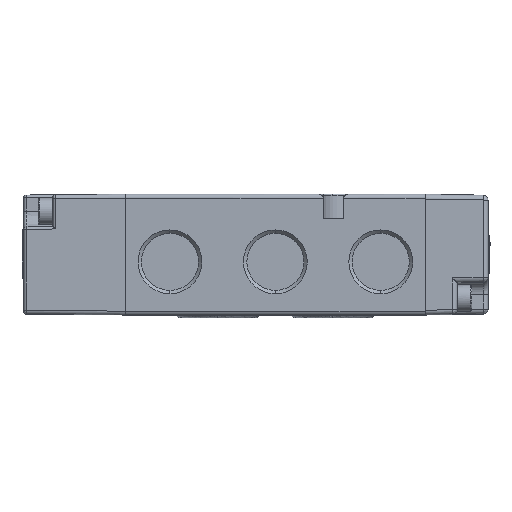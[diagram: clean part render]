
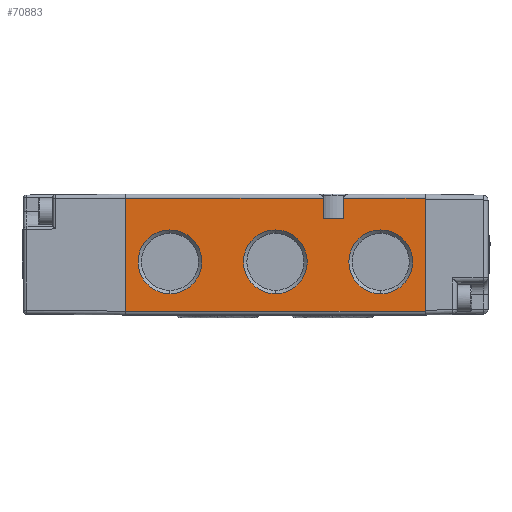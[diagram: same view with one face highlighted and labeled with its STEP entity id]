
A CAD part, front view. The second image highlights one B-rep face of the part: STEP entity #70883.
In plain terms, the highlighted planar face has unit normal (0, -1, 0).
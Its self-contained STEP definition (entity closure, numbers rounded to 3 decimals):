
#2792 = VECTOR ( 'NONE', #16410, 1000. ) ;
#3000 = DIRECTION ( 'NONE',  ( 0., -1., 0. ) ) ;
#3509 = CARTESIAN_POINT ( 'NONE',  ( -21.8, 0., 17.604 ) ) ;
#5240 = DIRECTION ( 'NONE',  ( 0., 0., -1. ) ) ;
#6628 = VERTEX_POINT ( 'NONE', #6721 ) ;
#6721 = CARTESIAN_POINT ( 'NONE',  ( -21.8, 0., 4.396 ) ) ;
#7725 = LINE ( 'NONE', #80683, #91159 ) ;
#8578 = EDGE_CURVE ( 'NONE', #82443, #82770, #15941, .T. ) ;
#9942 = CARTESIAN_POINT ( 'NONE',  ( 0., 0., 17.604 ) ) ;
#10546 = EDGE_CURVE ( 'NONE', #21288, #47409, #42335, .T. ) ;
#11401 = VECTOR ( 'NONE', #53054, 1000. ) ;
#11964 = CARTESIAN_POINT ( 'NONE',  ( -31., 0., 25. ) ) ;
#13088 = CARTESIAN_POINT ( 'NONE',  ( 14.062, 0., 24.2 ) ) ;
#13712 = CARTESIAN_POINT ( 'NONE',  ( 0., 0., 4.396 ) ) ;
#15527 = EDGE_CURVE ( 'NONE', #21288, #58177, #22194, .T. ) ;
#15746 = EDGE_CURVE ( 'NONE', #82770, #82443, #33576, .T. ) ;
#15941 = CIRCLE ( 'NONE', #83411, 6.604 ) ;
#16317 = AXIS2_PLACEMENT_3D ( 'NONE', #59097, #57864, #43117 ) ;
#16410 = DIRECTION ( 'NONE',  ( 1., 0., 0. ) ) ;
#16597 = CIRCLE ( 'NONE', #17140, 6.604 ) ;
#17140 = AXIS2_PLACEMENT_3D ( 'NONE', #57115, #70845, #27120 ) ;
#17328 = ORIENTED_EDGE ( 'NONE', *, *, #18494, .F. ) ;
#17553 = CARTESIAN_POINT ( 'NONE',  ( -31., 0., 0.8 ) ) ;
#17604 = ORIENTED_EDGE ( 'NONE', *, *, #76940, .F. ) ;
#17676 = CARTESIAN_POINT ( 'NONE',  ( -21.8, 0., 11. ) ) ;
#18211 = CARTESIAN_POINT ( 'NONE',  ( 0., 0., 11. ) ) ;
#18313 = CARTESIAN_POINT ( 'NONE',  ( -31., 0., 24.2 ) ) ;
#18494 = EDGE_CURVE ( 'NONE', #93984, #47409, #44231, .T. ) ;
#21288 = VERTEX_POINT ( 'NONE', #70764 ) ;
#21709 = EDGE_CURVE ( 'NONE', #6628, #92035, #81296, .T. ) ;
#22194 = LINE ( 'NONE', #82158, #2792 ) ;
#23499 = EDGE_CURVE ( 'NONE', #58177, #23830, #54360, .T. ) ;
#23830 = VERTEX_POINT ( 'NONE', #46127 ) ;
#24313 = CARTESIAN_POINT ( 'NONE',  ( 31., 0., 25. ) ) ;
#26554 = AXIS2_PLACEMENT_3D ( 'NONE', #18211, #47257, #76622 ) ;
#27120 = DIRECTION ( 'NONE',  ( 0., 0., -1. ) ) ;
#27833 = ORIENTED_EDGE ( 'NONE', *, *, #53737, .F. ) ;
#28178 = CARTESIAN_POINT ( 'NONE',  ( 21.8, 0., 17.604 ) ) ;
#28189 = DIRECTION ( 'NONE',  ( -1., 0., 0. ) ) ;
#28500 = ORIENTED_EDGE ( 'NONE', *, *, #50089, .F. ) ;
#29554 = ORIENTED_EDGE ( 'NONE', *, *, #21709, .F. ) ;
#29582 = CARTESIAN_POINT ( 'NONE',  ( 0., 0., 11. ) ) ;
#33174 = ORIENTED_EDGE ( 'NONE', *, *, #15746, .F. ) ;
#33549 = ORIENTED_EDGE ( 'NONE', *, *, #40737, .F. ) ;
#33576 = CIRCLE ( 'NONE', #26554, 6.604 ) ;
#33601 = EDGE_CURVE ( 'NONE', #92035, #6628, #45953, .T. ) ;
#33636 = CARTESIAN_POINT ( 'NONE',  ( 21.8, 0., 4.396 ) ) ;
#33834 = EDGE_LOOP ( 'NONE', ( #29554, #64773 ) ) ;
#34012 = CARTESIAN_POINT ( 'NONE',  ( 9.938, 0., 24.2 ) ) ;
#34859 = CARTESIAN_POINT ( 'NONE',  ( -31., 0., 20. ) ) ;
#35282 = ORIENTED_EDGE ( 'NONE', *, *, #83844, .F. ) ;
#37297 = ORIENTED_EDGE ( 'NONE', *, *, #8578, .F. ) ;
#37353 = VERTEX_POINT ( 'NONE', #33636 ) ;
#38027 = ORIENTED_EDGE ( 'NONE', *, *, #87925, .T. ) ;
#39078 = VERTEX_POINT ( 'NONE', #79637 ) ;
#39381 = DIRECTION ( 'NONE',  ( 1., 0., 0. ) ) ;
#40737 = EDGE_CURVE ( 'NONE', #39078, #56605, #7725, .T. ) ;
#41302 = DIRECTION ( 'NONE',  ( 0., 0., -1. ) ) ;
#42335 = LINE ( 'NONE', #11964, #61795 ) ;
#43117 = DIRECTION ( 'NONE',  ( 0., 0., -1. ) ) ;
#44231 = LINE ( 'NONE', #45388, #72834 ) ;
#45339 = DIRECTION ( 'NONE',  ( 0., 0., -1. ) ) ;
#45388 = CARTESIAN_POINT ( 'NONE',  ( -31., 0., 0.8 ) ) ;
#45577 = LINE ( 'NONE', #24313, #11401 ) ;
#45953 = CIRCLE ( 'NONE', #66758, 6.604 ) ;
#45981 = CARTESIAN_POINT ( 'NONE',  ( 31., 0., 24.2 ) ) ;
#46127 = CARTESIAN_POINT ( 'NONE',  ( 9.938, 0., 20. ) ) ;
#46383 = DIRECTION ( 'NONE',  ( 0., 0., -1. ) ) ;
#47257 = DIRECTION ( 'NONE',  ( 0., -1., 0. ) ) ;
#47409 = VERTEX_POINT ( 'NONE', #17553 ) ;
#47570 = LINE ( 'NONE', #34859, #92245 ) ;
#49732 = CIRCLE ( 'NONE', #16317, 6.604 ) ;
#50089 = EDGE_CURVE ( 'NONE', #58737, #37353, #16597, .T. ) ;
#50988 = AXIS2_PLACEMENT_3D ( 'NONE', #17676, #3000, #46383 ) ;
#53054 = DIRECTION ( 'NONE',  ( 0., 0., 1. ) ) ;
#53737 = EDGE_CURVE ( 'NONE', #37353, #58737, #49732, .T. ) ;
#54360 = LINE ( 'NONE', #63190, #84092 ) ;
#56300 = FACE_BOUND ( 'NONE', #64064, .T. ) ;
#56601 = ORIENTED_EDGE ( 'NONE', *, *, #15527, .F. ) ;
#56605 = VERTEX_POINT ( 'NONE', #13088 ) ;
#57115 = CARTESIAN_POINT ( 'NONE',  ( 21.8, 0., 11. ) ) ;
#57864 = DIRECTION ( 'NONE',  ( 0., -1., 0. ) ) ;
#58177 = VERTEX_POINT ( 'NONE', #34012 ) ;
#58592 = FACE_BOUND ( 'NONE', #33834, .T. ) ;
#58737 = VERTEX_POINT ( 'NONE', #28178 ) ;
#58885 = DIRECTION ( 'NONE',  ( -1., 0., 0. ) ) ;
#59097 = CARTESIAN_POINT ( 'NONE',  ( 21.8, 0., 11. ) ) ;
#61228 = AXIS2_PLACEMENT_3D ( 'NONE', #77028, #86360, #28189 ) ;
#61795 = VECTOR ( 'NONE', #5240, 1000. ) ;
#63190 = CARTESIAN_POINT ( 'NONE',  ( 9.938, 0., 25. ) ) ;
#63503 = DIRECTION ( 'NONE',  ( 0., 0., -1. ) ) ;
#63599 = EDGE_LOOP ( 'NONE', ( #33174, #37297 ) ) ;
#64064 = EDGE_LOOP ( 'NONE', ( #27833, #28500 ) ) ;
#64773 = ORIENTED_EDGE ( 'NONE', *, *, #33601, .F. ) ;
#65428 = FACE_OUTER_BOUND ( 'NONE', #82792, .T. ) ;
#66616 = DIRECTION ( 'NONE',  ( 0., 0., 1. ) ) ;
#66758 = AXIS2_PLACEMENT_3D ( 'NONE', #75341, #68348, #45339 ) ;
#67590 = VECTOR ( 'NONE', #39381, 1000. ) ;
#68100 = VERTEX_POINT ( 'NONE', #45981 ) ;
#68348 = DIRECTION ( 'NONE',  ( 0., -1., 0. ) ) ;
#70508 = CARTESIAN_POINT ( 'NONE',  ( 31., 0., 0.8 ) ) ;
#70764 = CARTESIAN_POINT ( 'NONE',  ( -31., 0., 24.2 ) ) ;
#70845 = DIRECTION ( 'NONE',  ( 0., -1., 0. ) ) ;
#70883 = ADVANCED_FACE ( 'NONE', ( #65428, #77993, #58592, #56300 ), #84104, .F. ) ;
#72834 = VECTOR ( 'NONE', #58885, 1000. ) ;
#75341 = CARTESIAN_POINT ( 'NONE',  ( -21.8, 0., 11. ) ) ;
#76622 = DIRECTION ( 'NONE',  ( 0., 0., -1. ) ) ;
#76940 = EDGE_CURVE ( 'NONE', #23830, #39078, #47570, .T. ) ;
#77028 = CARTESIAN_POINT ( 'NONE',  ( -31., 0., 25. ) ) ;
#77993 = FACE_BOUND ( 'NONE', #63599, .T. ) ;
#79637 = CARTESIAN_POINT ( 'NONE',  ( 14.062, 0., 20. ) ) ;
#80088 = ORIENTED_EDGE ( 'NONE', *, *, #23499, .F. ) ;
#80683 = CARTESIAN_POINT ( 'NONE',  ( 14.062, 0., 25. ) ) ;
#81296 = CIRCLE ( 'NONE', #50988, 6.604 ) ;
#82158 = CARTESIAN_POINT ( 'NONE',  ( -31., 0., 24.2 ) ) ;
#82443 = VERTEX_POINT ( 'NONE', #9942 ) ;
#82770 = VERTEX_POINT ( 'NONE', #13712 ) ;
#82792 = EDGE_LOOP ( 'NONE', ( #80088, #56601, #84123, #17328, #38027, #35282, #33549, #17604 ) ) ;
#83411 = AXIS2_PLACEMENT_3D ( 'NONE', #29582, #88054, #41302 ) ;
#83844 = EDGE_CURVE ( 'NONE', #56605, #68100, #87103, .T. ) ;
#84092 = VECTOR ( 'NONE', #63503, 1000. ) ;
#84104 = PLANE ( 'NONE',  #61228 ) ;
#84123 = ORIENTED_EDGE ( 'NONE', *, *, #10546, .T. ) ;
#86029 = DIRECTION ( 'NONE',  ( 1., 0., 0. ) ) ;
#86360 = DIRECTION ( 'NONE',  ( 0., 1., 0. ) ) ;
#87103 = LINE ( 'NONE', #18313, #67590 ) ;
#87925 = EDGE_CURVE ( 'NONE', #93984, #68100, #45577, .T. ) ;
#88054 = DIRECTION ( 'NONE',  ( 0., -1., 0. ) ) ;
#91159 = VECTOR ( 'NONE', #66616, 1000. ) ;
#92035 = VERTEX_POINT ( 'NONE', #3509 ) ;
#92245 = VECTOR ( 'NONE', #86029, 1000. ) ;
#93984 = VERTEX_POINT ( 'NONE', #70508 ) ;
